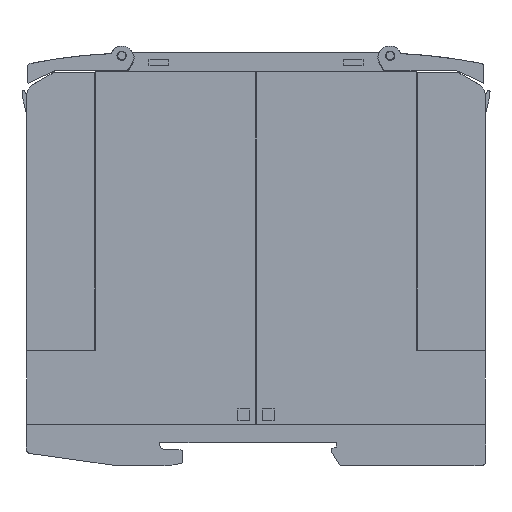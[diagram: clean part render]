
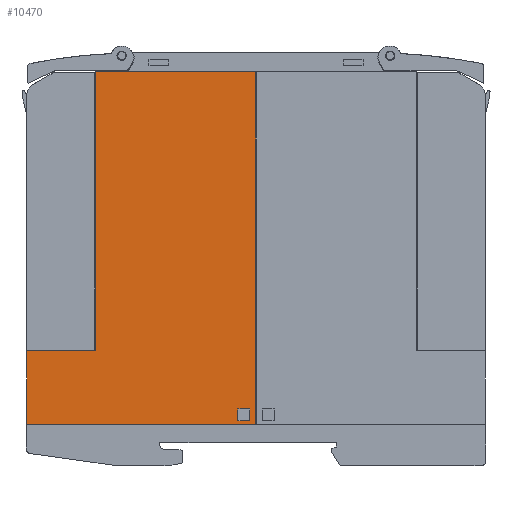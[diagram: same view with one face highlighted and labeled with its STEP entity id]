
A CAD part, left-side view. The second image highlights one B-rep face of the part: STEP entity #10470.
In plain terms, the highlighted planar face has unit normal (-1, 0, 0).
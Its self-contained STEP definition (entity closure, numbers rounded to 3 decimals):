
#10470=ADVANCED_FACE('',(#27469,#27470),#27471,.T.);
#14474=VERTEX_POINT('',#31517);
#14480=VERTEX_POINT('',#31523);
#14482=EDGE_CURVE('',#14480,#14474,#31525,.T.);
#14526=VERTEX_POINT('',#31569);
#14528=EDGE_CURVE('',#14526,#14480,#31571,.T.);
#22766=VERTEX_POINT('',#39809);
#22770=VERTEX_POINT('',#39813);
#22772=EDGE_CURVE('',#22770,#22766,#39815,.T.);
#22966=VERTEX_POINT('',#40009);
#22970=VERTEX_POINT('',#40013);
#22972=EDGE_CURVE('',#22970,#22966,#40015,.T.);
#22984=VERTEX_POINT('',#40027);
#22988=EDGE_CURVE('',#22966,#22984,#40031,.T.);
#23004=VERTEX_POINT('',#40047);
#23006=EDGE_CURVE('',#23004,#22770,#40049,.T.);
#23018=VERTEX_POINT('',#40061);
#23020=EDGE_CURVE('',#23018,#22970,#40063,.T.);
#23026=EDGE_CURVE('',#22984,#23018,#40069,.T.);
#23030=EDGE_CURVE('',#23004,#14474,#40073,.T.);
#23034=EDGE_CURVE('',#22766,#14526,#40077,.T.);
#27469=FACE_OUTER_BOUND('',#44502,.T.);
#27470=FACE_BOUND('',#44503,.T.);
#27471=PLANE('',#44504);
#31517=CARTESIAN_POINT('',(0.05,100.899,25.101));
#31523=CARTESIAN_POINT('',(0.05,85.799,25.101));
#31525=LINE('',#51156,#51157);
#31569=CARTESIAN_POINT('',(0.05,85.799,85.801));
#31571=LINE('',#51226,#51227);
#39809=CARTESIAN_POINT('',(0.05,50.999,85.801));
#39813=CARTESIAN_POINT('',(0.05,50.999,9.001));
#39815=LINE('',#64320,#64321);
#40009=CARTESIAN_POINT('',(0.05,54.899,9.801));
#40013=CARTESIAN_POINT('',(0.05,52.299,9.801));
#40015=LINE('',#64638,#64639);
#40027=CARTESIAN_POINT('',(0.05,54.899,12.401));
#40031=LINE('',#64666,#64667);
#40047=CARTESIAN_POINT('',(0.05,100.899,9.001));
#40049=LINE('',#64694,#64695);
#40061=CARTESIAN_POINT('',(0.05,52.299,12.401));
#40063=LINE('',#64716,#64717);
#40069=LINE('',#64728,#64729);
#40073=LINE('',#64736,#64737);
#40077=LINE('',#64744,#64745);
#44502=EDGE_LOOP('',(#78011,#78012,#78013,#78014,#78015,#78016));
#44503=EDGE_LOOP('',(#78017,#78018,#78019,#78020));
#44504=AXIS2_PLACEMENT_3D('',#78021,#78022,#78023);
#51156=CARTESIAN_POINT('',(0.05,72.199,25.101));
#51157=VECTOR('',#79942,1.0);
#51226=CARTESIAN_POINT('',(0.05,85.799,32.226));
#51227=VECTOR('',#79954,1.0);
#64320=CARTESIAN_POINT('',(0.05,50.999,9.001));
#64321=VECTOR('',#83217,1.0);
#64638=CARTESIAN_POINT('',(0.05,52.299,9.801));
#64639=VECTOR('',#83276,1.0);
#64666=CARTESIAN_POINT('',(0.05,54.899,10.051));
#64667=VECTOR('',#83282,1.0);
#64694=CARTESIAN_POINT('',(0.05,100.899,9.001));
#64695=VECTOR('',#83287,1.0);
#64716=CARTESIAN_POINT('',(0.05,52.299,10.051));
#64717=VECTOR('',#83291,1.0);
#64728=CARTESIAN_POINT('',(0.05,52.299,12.401));
#64729=VECTOR('',#83294,1.0);
#64736=CARTESIAN_POINT('',(0.05,100.899,9.001));
#64737=VECTOR('',#83296,1.0);
#64744=CARTESIAN_POINT('',(0.05,100.899,85.801));
#64745=VECTOR('',#83298,1.0);
#78011=ORIENTED_EDGE('',*,*,#14482,.T.);
#78012=ORIENTED_EDGE('',*,*,#23030,.F.);
#78013=ORIENTED_EDGE('',*,*,#23006,.T.);
#78014=ORIENTED_EDGE('',*,*,#22772,.T.);
#78015=ORIENTED_EDGE('',*,*,#23034,.T.);
#78016=ORIENTED_EDGE('',*,*,#14528,.T.);
#78017=ORIENTED_EDGE('',*,*,#23020,.T.);
#78018=ORIENTED_EDGE('',*,*,#22972,.T.);
#78019=ORIENTED_EDGE('',*,*,#22988,.T.);
#78020=ORIENTED_EDGE('',*,*,#23026,.T.);
#78021=CARTESIAN_POINT('',(0.05,50.999,9.001));
#78022=DIRECTION('',(-1.0,0.0,0.0));
#78023=DIRECTION('',(0.0,1.0,0.0));
#79942=DIRECTION('',(0.0,1.0,0.0));
#79954=DIRECTION('',(0.0,0.0,-1.0));
#83217=DIRECTION('',(0.0,0.0,1.0));
#83276=DIRECTION('',(0.0,1.0,0.0));
#83282=DIRECTION('',(0.0,0.0,1.0));
#83287=DIRECTION('',(0.0,-1.0,0.0));
#83291=DIRECTION('',(0.0,0.0,-1.0));
#83294=DIRECTION('',(0.0,-1.0,0.0));
#83296=DIRECTION('',(0.0,0.0,1.0));
#83298=DIRECTION('',(0.0,1.0,0.0));
